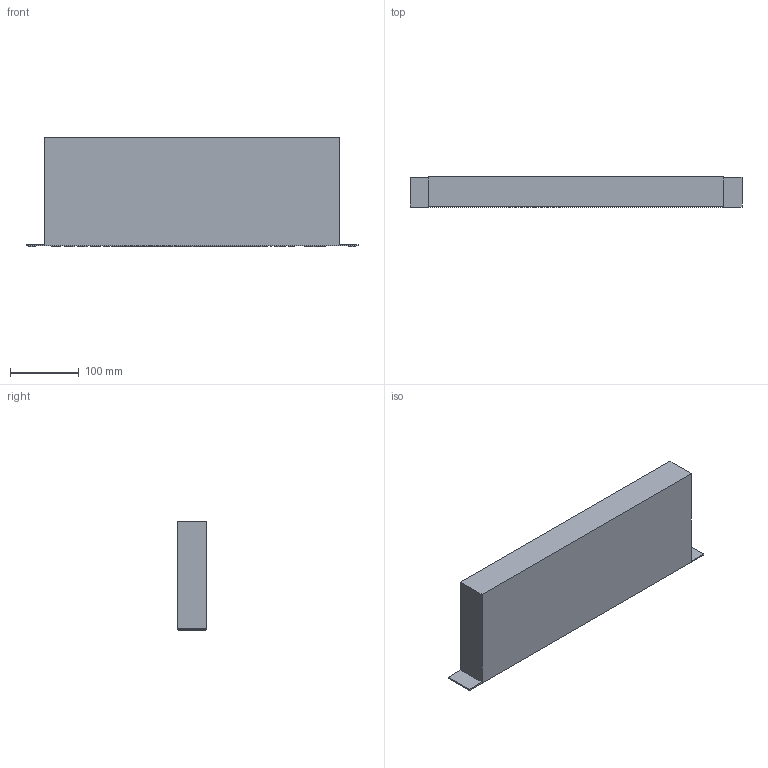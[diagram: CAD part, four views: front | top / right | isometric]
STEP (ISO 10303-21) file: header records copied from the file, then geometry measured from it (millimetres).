
FILE_DESCRIPTION (( 'STEP AP203' ), '1' );
FILE_NAME ('MES1124M_AC.STEP', '2022-09-22T10:53:47', ( '' ), ( '' ), 'SwSTEP 2.0', 'SolidWorks 2021', '' );
FILE_SCHEMA (( 'CONFIG_CONTROL_DESIGN' ));
Length unit declared in the file: millimetre
Products named in the file (1): MES1124M_AC
Bounding box: 482.6 x 43.6 x 159.72 mm (x, y, z)
Volume: 2973916.5 mm3; surface area: 197290.8 mm2
Topology: 3 solids, 3 shells, 556 faces, 1500 edges, 1000 vertices
Faces by surface type: plane 486, cylinder 70
Entity records: 17325 total; most frequent: CARTESIAN_POINT 3057, ORIENTED_EDGE 3000, DIRECTION 2754, EDGE_CURVE 1500, VECTOR 1360, LINE 1360, VERTEX_POINT 1000, AXIS2_PLACEMENT_3D 697
